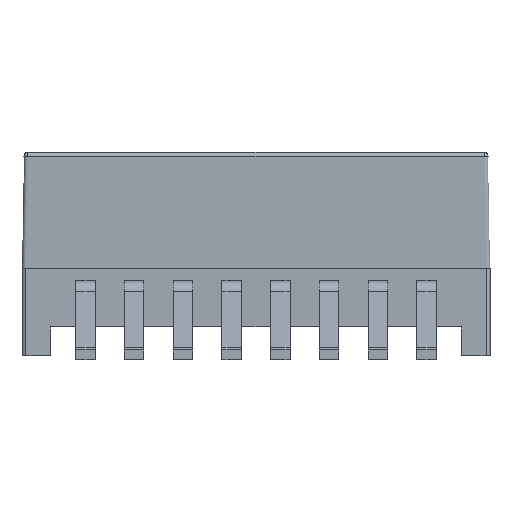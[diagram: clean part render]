
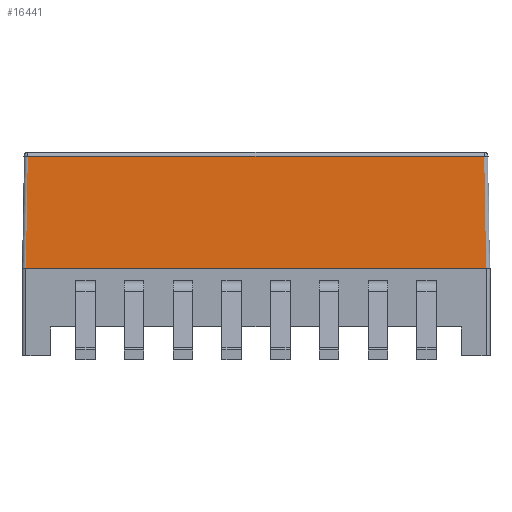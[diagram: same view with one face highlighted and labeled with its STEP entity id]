
A CAD part, front view. The second image highlights one B-rep face of the part: STEP entity #16441.
In plain terms, the highlighted planar face has unit normal (0, -1, 0.018).
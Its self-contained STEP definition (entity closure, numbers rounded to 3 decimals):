
#1404=ORIENTED_EDGE('',*,*,#5284,.F.);
#1405=ORIENTED_EDGE('',*,*,#5285,.T.);
#1406=ORIENTED_EDGE('',*,*,#5286,.T.);
#1407=ORIENTED_EDGE('',*,*,#5287,.T.);
#1408=ORIENTED_EDGE('',*,*,#5288,.F.);
#1409=ORIENTED_EDGE('',*,*,#5058,.F.);
#5058=EDGE_CURVE('',#7035,#7036,#8463,.T.);
#5284=EDGE_CURVE('',#7251,#7035,#8571,.T.);
#5285=EDGE_CURVE('',#7251,#7252,#8572,.T.);
#5286=EDGE_CURVE('',#7252,#7253,#8573,.F.);
#5287=EDGE_CURVE('',#7253,#7254,#8574,.F.);
#5288=EDGE_CURVE('',#7036,#7254,#8575,.T.);
#7035=VERTEX_POINT('',#22426);
#7036=VERTEX_POINT('',#22428);
#7251=VERTEX_POINT('',#23559);
#7252=VERTEX_POINT('',#23561);
#7253=VERTEX_POINT('',#23563);
#7254=VERTEX_POINT('',#23565);
#8463=LINE('',#22427,#9960);
#8571=LINE('',#23558,#10068);
#8572=LINE('',#23560,#10069);
#8573=LINE('',#23562,#10070);
#8574=LINE('',#23564,#10071);
#8575=LINE('',#23566,#10072);
#9960=VECTOR('',#18690,1000.);
#10068=VECTOR('',#18872,1000.);
#10069=VECTOR('',#18873,1000.);
#10070=VECTOR('',#18874,1000.);
#10071=VECTOR('',#18875,1000.);
#10072=VECTOR('',#18876,1000.);
#11387=EDGE_LOOP('',(#1404,#1405,#1406,#1407,#1408,#1409));
#12260=FACE_BOUND('',#11387,.T.);
#13092=PLANE('',#17349);
#16441=ADVANCED_FACE('',(#12260),#13092,.T.);
#17349=AXIS2_PLACEMENT_3D('',#23557,#18870,#18871);
#18690=DIRECTION('',(-1.,0.,0.));
#18870=DIRECTION('',(0.,-1.,0.017));
#18871=DIRECTION('',(0.,-0.017,-1.));
#18872=DIRECTION('',(-1.,0.,0.));
#18873=DIRECTION('',(-0.017,0.017,1.));
#18874=DIRECTION('',(1.,0.,0.));
#18875=DIRECTION('',(0.017,0.017,1.));
#18876=DIRECTION('',(-1.,0.,0.));
#22426=CARTESIAN_POINT('',(6.,-3.5,2.37));
#22427=CARTESIAN_POINT('',(6.1,-3.5,2.37));
#22428=CARTESIAN_POINT('',(-6.,-3.5,2.37));
#23557=CARTESIAN_POINT('',(0.,-3.5,2.37));
#23558=CARTESIAN_POINT('',(6.1,-3.5,2.37));
#23559=CARTESIAN_POINT('',(6.,-3.5,2.37));
#23560=CARTESIAN_POINT('',(5.998,-3.498,2.475));
#23561=CARTESIAN_POINT('',(5.949,-3.449,5.302));
#23562=CARTESIAN_POINT('',(-6.047,-3.449,5.302));
#23563=CARTESIAN_POINT('',(-5.949,-3.449,5.302));
#23564=CARTESIAN_POINT('',(-5.998,-3.498,2.475));
#23565=CARTESIAN_POINT('',(-6.,-3.5,2.37));
#23566=CARTESIAN_POINT('',(6.1,-3.5,2.37));
